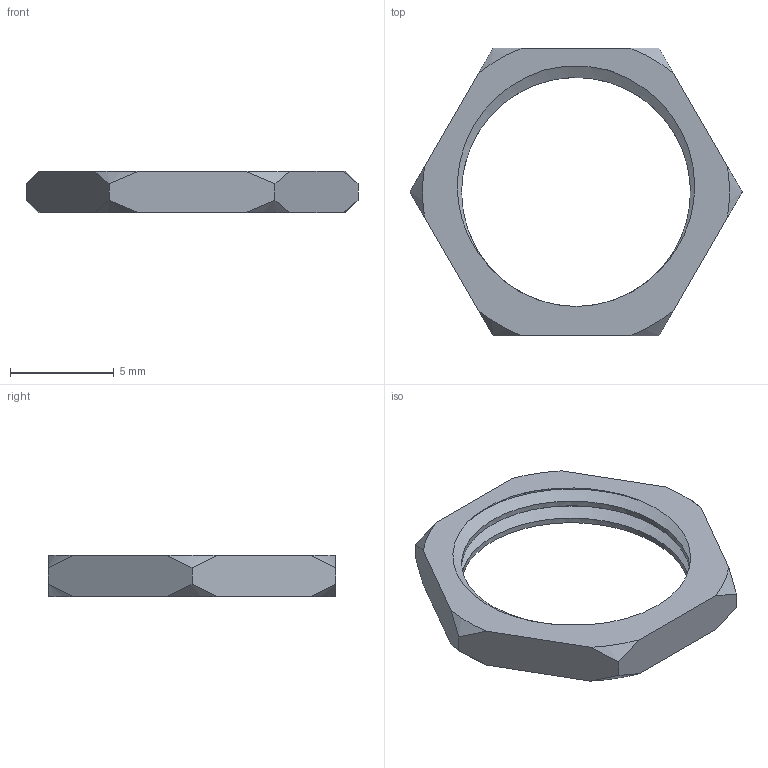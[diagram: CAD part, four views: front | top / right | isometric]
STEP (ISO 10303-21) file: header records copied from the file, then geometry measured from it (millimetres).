
FILE_DESCRIPTION(/* description */ (''),/* implementation_level */ '2;1');
FILE_NAME(/* name */ 'M12x1 nut.step',/* time_stamp */ '2021-07-12T23:07:28+03:00',/* author */ (''),/* organization */ (''),/* preprocessor_version */ 'ST-DEVELOPER v18.1',/* originating_system */ 'Autodesk Translation Framework v10.9.0.1377',/* authorisation */ '');
FILE_SCHEMA (('AUTOMOTIVE_DESIGN { 1 0 10303 214 3 1 1 }'));
Length unit declared in the file: millimetre
Products named in the file (1): M12x1 nut
Bounding box: 16 x 13.86 x 2 mm (x, y, z)
Volume: 123.4 mm3; surface area: 334.1 mm2
Topology: 1 solids, 1 shells, 28 faces, 78 edges, 52 vertices
Faces by surface type: cone 12, plane 8, cylinder 6, bspline 2
Full cylindrical faces by diameter (mm): 11.035 x1, 12.152 x1
Entity records: 1798 total; most frequent: CARTESIAN_POINT 1125, ORIENTED_EDGE 156, DIRECTION 108, EDGE_CURVE 78, VERTEX_POINT 52, AXIS2_PLACEMENT_3D 43, EDGE_LOOP 30, FACE_OUTER_BOUND 28
